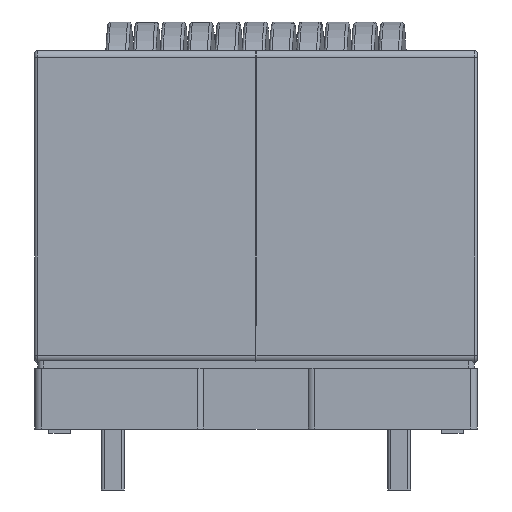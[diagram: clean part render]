
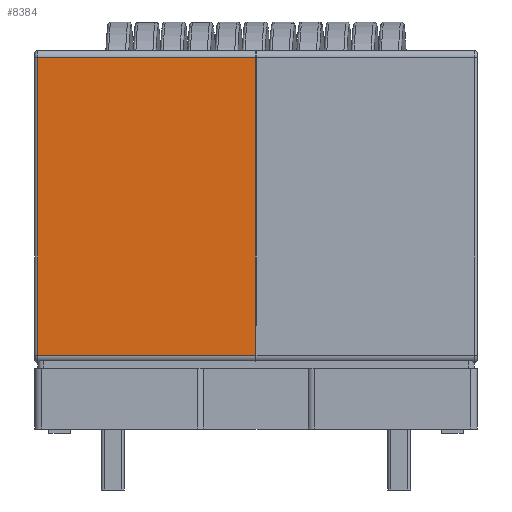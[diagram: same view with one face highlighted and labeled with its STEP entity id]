
A CAD part, left-side view. The second image highlights one B-rep face of the part: STEP entity #8384.
In plain terms, the highlighted face is planar.
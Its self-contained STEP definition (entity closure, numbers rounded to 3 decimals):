
#1791=ORIENTED_EDGE('',*,*,#4013,.T.);
#1792=ORIENTED_EDGE('',*,*,#4014,.T.);
#1793=ORIENTED_EDGE('',*,*,#4015,.T.);
#1794=ORIENTED_EDGE('',*,*,#4002,.F.);
#4002=EDGE_CURVE('',#5145,#5146,#5975,.T.);
#4013=EDGE_CURVE('',#5145,#5153,#5979,.F.);
#4014=EDGE_CURVE('',#5153,#5154,#5980,.T.);
#4015=EDGE_CURVE('',#5154,#5146,#5981,.T.);
#5145=VERTEX_POINT('',#21766);
#5146=VERTEX_POINT('',#21768);
#5153=VERTEX_POINT('',#21788);
#5154=VERTEX_POINT('',#21790);
#5975=LINE('',#21767,#6545);
#5979=LINE('',#21787,#6549);
#5980=LINE('',#21789,#6550);
#5981=LINE('',#21791,#6551);
#6545=VECTOR('',#11800,1000.);
#6549=VECTOR('',#11822,1000.);
#6550=VECTOR('',#11823,1000.);
#6551=VECTOR('',#11824,1000.);
#7037=EDGE_LOOP('',(#1791,#1792,#1793,#1794));
#7585=FACE_BOUND('',#7037,.T.);
#8093=PLANE('',#10990);
#8384=ADVANCED_FACE('',(#7585),#8093,.T.);
#10990=AXIS2_PLACEMENT_3D('',#21786,#11820,#11821);
#11800=DIRECTION('',(0.,-1.,0.));
#11820=DIRECTION('',(1.,0.,0.));
#11821=DIRECTION('',(0.,1.,0.));
#11822=DIRECTION('',(0.,0.,-1.));
#11823=DIRECTION('',(0.,-1.,0.));
#11824=DIRECTION('',(0.,0.,-1.));
#21766=CARTESIAN_POINT('',(16.,10.5,-7.8));
#21767=CARTESIAN_POINT('',(16.,11.,-7.8));
#21768=CARTESIAN_POINT('',(16.,-10.5,-7.8));
#21786=CARTESIAN_POINT('',(16.,11.,7.8));
#21787=CARTESIAN_POINT('',(16.,10.5,7.8));
#21788=CARTESIAN_POINT('',(16.,10.5,7.6));
#21789=CARTESIAN_POINT('',(16.,-10.5,7.6));
#21790=CARTESIAN_POINT('',(16.,-10.5,7.6));
#21791=CARTESIAN_POINT('',(16.,-10.5,7.8));
